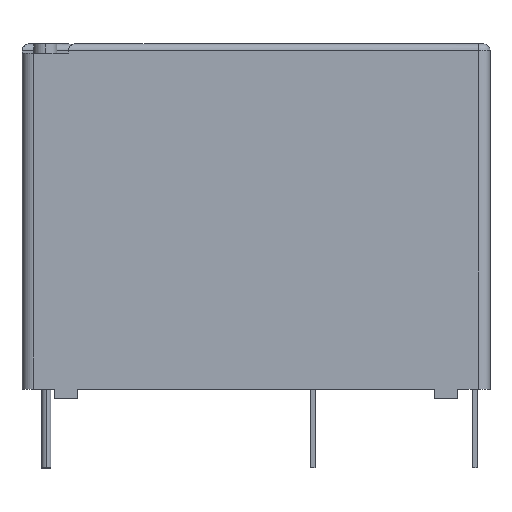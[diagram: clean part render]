
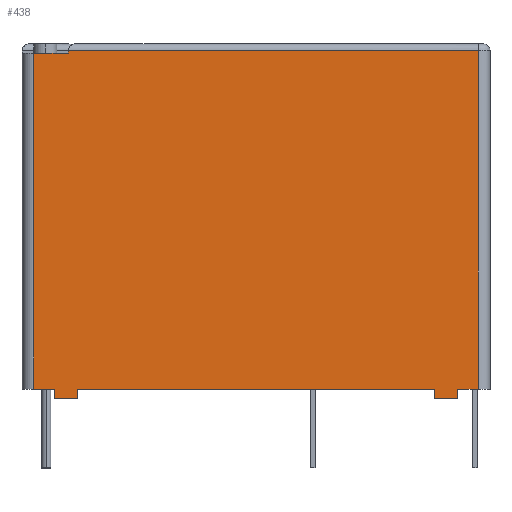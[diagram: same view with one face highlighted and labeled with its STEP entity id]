
A CAD part, top view. The second image highlights one B-rep face of the part: STEP entity #438.
In plain terms, the highlighted planar face has unit normal (0, 0, 1).
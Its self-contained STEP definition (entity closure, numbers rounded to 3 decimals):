
#23 = EDGE_CURVE ( 'NONE', #8402, #4716, #10454, .T. ) ;
#147 = DIRECTION ( 'NONE',  ( -1., 0., 0. ) ) ;
#193 = DIRECTION ( 'NONE',  ( 0., 1., 0. ) ) ;
#438 = ADVANCED_FACE ( 'NONE', ( #1417 ), #11990, .F. ) ;
#740 = EDGE_CURVE ( 'NONE', #4966, #7473, #5173, .T. ) ;
#789 = EDGE_CURVE ( 'NONE', #1126, #11266, #11663, .T. ) ;
#883 = VECTOR ( 'NONE', #6280, 1000. ) ;
#893 = LINE ( 'NONE', #12362, #4217 ) ;
#917 = LINE ( 'NONE', #5266, #12183 ) ;
#982 = CARTESIAN_POINT ( 'NONE',  ( -10.1, 14.5, 3.45 ) ) ;
#1047 = CARTESIAN_POINT ( 'NONE',  ( -8.695, 0., 3.45 ) ) ;
#1126 = VERTEX_POINT ( 'NONE', #7493 ) ;
#1238 = VECTOR ( 'NONE', #147, 1000. ) ;
#1351 = DIRECTION ( 'NONE',  ( 0., -1., 0. ) ) ;
#1382 = CARTESIAN_POINT ( 'NONE',  ( 8.695, -0.4, 3.45 ) ) ;
#1417 = FACE_OUTER_BOUND ( 'NONE', #11419, .T. ) ;
#1806 = VECTOR ( 'NONE', #9272, 1000. ) ;
#1886 = VECTOR ( 'NONE', #12486, 1000. ) ;
#2101 = VECTOR ( 'NONE', #12812, 1000. ) ;
#2134 = CARTESIAN_POINT ( 'NONE',  ( 7.695, 0., 3.45 ) ) ;
#2203 = ORIENTED_EDGE ( 'NONE', *, *, #740, .T. ) ;
#2405 = LINE ( 'NONE', #1382, #1238 ) ;
#2447 = CARTESIAN_POINT ( 'NONE',  ( -8.1, 14.6, 3.45 ) ) ;
#2497 = LINE ( 'NONE', #12878, #2101 ) ;
#2928 = ORIENTED_EDGE ( 'NONE', *, *, #5575, .F. ) ;
#2944 = CARTESIAN_POINT ( 'NONE',  ( 8.695, -0.4, 3.45 ) ) ;
#2972 = LINE ( 'NONE', #982, #1806 ) ;
#3050 = EDGE_CURVE ( 'NONE', #8698, #8402, #893, .T. ) ;
#3400 = EDGE_CURVE ( 'NONE', #7473, #12721, #7291, .T. ) ;
#3582 = EDGE_CURVE ( 'NONE', #5519, #1126, #2972, .T. ) ;
#3693 = LINE ( 'NONE', #2447, #7181 ) ;
#3925 = VERTEX_POINT ( 'NONE', #2134 ) ;
#4081 = DIRECTION ( 'NONE',  ( 0., 1., 0. ) ) ;
#4124 = CARTESIAN_POINT ( 'NONE',  ( -10.1, 0., 3.45 ) ) ;
#4217 = VECTOR ( 'NONE', #9396, 1000. ) ;
#4274 = ORIENTED_EDGE ( 'NONE', *, *, #11197, .T. ) ;
#4402 = VECTOR ( 'NONE', #193, 1000. ) ;
#4527 = DIRECTION ( 'NONE',  ( -1., 0., 0. ) ) ;
#4529 = VECTOR ( 'NONE', #13671, 1000. ) ;
#4702 = VERTEX_POINT ( 'NONE', #9341 ) ;
#4716 = VERTEX_POINT ( 'NONE', #1047 ) ;
#4719 = CARTESIAN_POINT ( 'NONE',  ( -10.1, 14.9, 3.45 ) ) ;
#4728 = CARTESIAN_POINT ( 'NONE',  ( -10.1, 0., 3.45 ) ) ;
#4731 = VERTEX_POINT ( 'NONE', #10370 ) ;
#4966 = VERTEX_POINT ( 'NONE', #5931 ) ;
#5085 = VECTOR ( 'NONE', #12804, 1000. ) ;
#5173 = LINE ( 'NONE', #9390, #883 ) ;
#5216 = CARTESIAN_POINT ( 'NONE',  ( 7.695, -0.4, 3.45 ) ) ;
#5238 = ORIENTED_EDGE ( 'NONE', *, *, #3050, .F. ) ;
#5266 = CARTESIAN_POINT ( 'NONE',  ( 7.695, -0.4, 3.45 ) ) ;
#5519 = VERTEX_POINT ( 'NONE', #9351 ) ;
#5575 = EDGE_CURVE ( 'NONE', #8978, #3925, #917, .T. ) ;
#5643 = VERTEX_POINT ( 'NONE', #6651 ) ;
#5931 = CARTESIAN_POINT ( 'NONE',  ( 8.695, 0., 3.45 ) ) ;
#5941 = VECTOR ( 'NONE', #7153, 1000. ) ;
#6256 = ORIENTED_EDGE ( 'NONE', *, *, #11005, .T. ) ;
#6280 = DIRECTION ( 'NONE',  ( 1., 0., 0. ) ) ;
#6406 = CARTESIAN_POINT ( 'NONE',  ( -7.695, -0.4, 3.45 ) ) ;
#6651 = CARTESIAN_POINT ( 'NONE',  ( 8.695, -0.4, 3.45 ) ) ;
#7109 = LINE ( 'NONE', #2944, #1886 ) ;
#7153 = DIRECTION ( 'NONE',  ( 0., 1., 0. ) ) ;
#7181 = VECTOR ( 'NONE', #4527, 1000. ) ;
#7291 = LINE ( 'NONE', #12742, #5085 ) ;
#7473 = VERTEX_POINT ( 'NONE', #11653 ) ;
#7493 = CARTESIAN_POINT ( 'NONE',  ( -8.1, 14.5, 3.45 ) ) ;
#7717 = DIRECTION ( 'NONE',  ( 0., 0., -1. ) ) ;
#7854 = VECTOR ( 'NONE', #10102, 1000. ) ;
#8194 = ORIENTED_EDGE ( 'NONE', *, *, #10997, .T. ) ;
#8402 = VERTEX_POINT ( 'NONE', #8564 ) ;
#8564 = CARTESIAN_POINT ( 'NONE',  ( -8.695, -0.4, 3.45 ) ) ;
#8638 = ORIENTED_EDGE ( 'NONE', *, *, #9841, .T. ) ;
#8698 = VERTEX_POINT ( 'NONE', #6406 ) ;
#8832 = ORIENTED_EDGE ( 'NONE', *, *, #11751, .T. ) ;
#8978 = VERTEX_POINT ( 'NONE', #5216 ) ;
#9063 = LINE ( 'NONE', #11060, #7854 ) ;
#9272 = DIRECTION ( 'NONE',  ( 1., 0., 0. ) ) ;
#9318 = ORIENTED_EDGE ( 'NONE', *, *, #12461, .T. ) ;
#9341 = CARTESIAN_POINT ( 'NONE',  ( -9.6, 0., 3.45 ) ) ;
#9351 = CARTESIAN_POINT ( 'NONE',  ( -9.6, 14.5, 3.45 ) ) ;
#9390 = CARTESIAN_POINT ( 'NONE',  ( -10.1, 0., 3.45 ) ) ;
#9396 = DIRECTION ( 'NONE',  ( -1., 0., 0. ) ) ;
#9458 = LINE ( 'NONE', #4124, #4529 ) ;
#9643 = CARTESIAN_POINT ( 'NONE',  ( 9.6, 14.6, 3.45 ) ) ;
#9656 = CARTESIAN_POINT ( 'NONE',  ( -8.1, 14.5, 3.45 ) ) ;
#9789 = ORIENTED_EDGE ( 'NONE', *, *, #23, .F. ) ;
#9841 = EDGE_CURVE ( 'NONE', #8698, #4731, #9063, .T. ) ;
#9962 = CARTESIAN_POINT ( 'NONE',  ( -8.1, 14.6, 3.45 ) ) ;
#9979 = DIRECTION ( 'NONE',  ( 1., 0., 0. ) ) ;
#10102 = DIRECTION ( 'NONE',  ( 0., 1., 0. ) ) ;
#10145 = EDGE_CURVE ( 'NONE', #5643, #8978, #2405, .T. ) ;
#10370 = CARTESIAN_POINT ( 'NONE',  ( -7.695, 0., 3.45 ) ) ;
#10432 = ORIENTED_EDGE ( 'NONE', *, *, #3582, .F. ) ;
#10454 = LINE ( 'NONE', #13370, #5941 ) ;
#10888 = LINE ( 'NONE', #4728, #11140 ) ;
#10997 = EDGE_CURVE ( 'NONE', #12721, #11266, #3693, .T. ) ;
#11005 = EDGE_CURVE ( 'NONE', #4731, #3925, #10888, .T. ) ;
#11060 = CARTESIAN_POINT ( 'NONE',  ( -7.695, -0.4, 3.45 ) ) ;
#11132 = ORIENTED_EDGE ( 'NONE', *, *, #789, .F. ) ;
#11140 = VECTOR ( 'NONE', #9979, 1000. ) ;
#11197 = EDGE_CURVE ( 'NONE', #5519, #4702, #2497, .T. ) ;
#11249 = AXIS2_PLACEMENT_3D ( 'NONE', #4719, #7717, #1351 ) ;
#11266 = VERTEX_POINT ( 'NONE', #9962 ) ;
#11419 = EDGE_LOOP ( 'NONE', ( #12541, #8194, #11132, #10432, #4274, #9318, #9789, #5238, #8638, #6256, #2928, #13111, #8832, #2203 ) ) ;
#11653 = CARTESIAN_POINT ( 'NONE',  ( 9.6, 0., 3.45 ) ) ;
#11663 = LINE ( 'NONE', #9656, #4402 ) ;
#11751 = EDGE_CURVE ( 'NONE', #5643, #4966, #7109, .T. ) ;
#11990 = PLANE ( 'NONE',  #11249 ) ;
#12183 = VECTOR ( 'NONE', #4081, 1000. ) ;
#12362 = CARTESIAN_POINT ( 'NONE',  ( -8.695, -0.4, 3.45 ) ) ;
#12461 = EDGE_CURVE ( 'NONE', #4702, #4716, #9458, .T. ) ;
#12486 = DIRECTION ( 'NONE',  ( 0., 1., 0. ) ) ;
#12541 = ORIENTED_EDGE ( 'NONE', *, *, #3400, .T. ) ;
#12721 = VERTEX_POINT ( 'NONE', #9643 ) ;
#12742 = CARTESIAN_POINT ( 'NONE',  ( 9.6, 14.9, 3.45 ) ) ;
#12804 = DIRECTION ( 'NONE',  ( 0., 1., 0. ) ) ;
#12812 = DIRECTION ( 'NONE',  ( 0., -1., 0. ) ) ;
#12878 = CARTESIAN_POINT ( 'NONE',  ( -9.6, 14.9, 3.45 ) ) ;
#13111 = ORIENTED_EDGE ( 'NONE', *, *, #10145, .F. ) ;
#13370 = CARTESIAN_POINT ( 'NONE',  ( -8.695, -0.4, 3.45 ) ) ;
#13671 = DIRECTION ( 'NONE',  ( 1., 0., 0. ) ) ;
